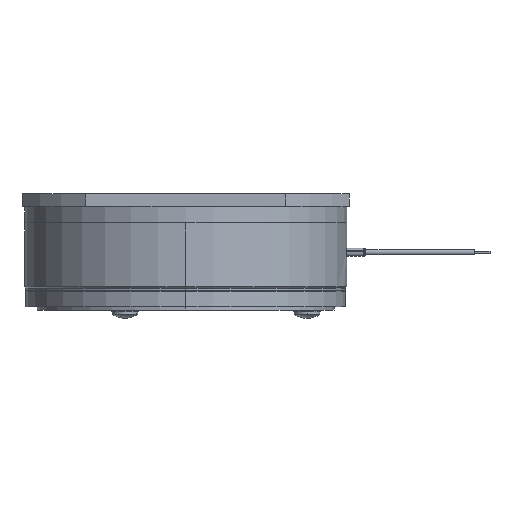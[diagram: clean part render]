
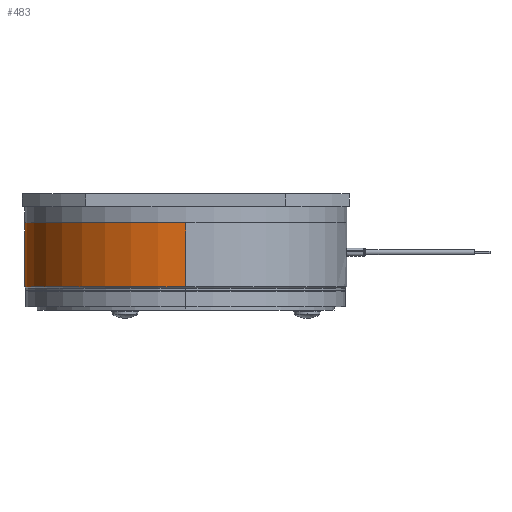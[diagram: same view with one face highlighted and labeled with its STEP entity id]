
A CAD part, left-side view. The second image highlights one B-rep face of the part: STEP entity #483.
In plain terms, the highlighted cylindrical face has radius 63 mm (diameter 126 mm), a partial arc.
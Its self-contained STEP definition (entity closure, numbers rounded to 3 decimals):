
#116 = EDGE_CURVE ( 'NONE', #3512, #3838, #3891, .T. ) ;
#195 = DIRECTION ( 'NONE',  ( 0., 0., 1. ) ) ;
#483 = ADVANCED_FACE ( 'NONE', ( #3693 ), #773, .T. ) ;
#773 = CYLINDRICAL_SURFACE ( 'NONE', #7899, 63. ) ;
#787 = DIRECTION ( 'NONE',  ( 0., 0., 1. ) ) ;
#990 = DIRECTION ( 'NONE',  ( 0., 0., 1. ) ) ;
#1353 = EDGE_CURVE ( 'NONE', #3838, #3151, #7814, .T. ) ;
#1465 = DIRECTION ( 'NONE',  ( 1., 0., 0. ) ) ;
#2170 = ORIENTED_EDGE ( 'NONE', *, *, #116, .F. ) ;
#2206 = EDGE_LOOP ( 'NONE', ( #2744, #7053, #4710, #2170 ) ) ;
#2343 = CARTESIAN_POINT ( 'NONE',  ( 63., 0., -36.4 ) ) ;
#2531 = LINE ( 'NONE', #8609, #7111 ) ;
#2579 = DIRECTION ( 'NONE',  ( 0., 0., 1. ) ) ;
#2744 = ORIENTED_EDGE ( 'NONE', *, *, #3385, .T. ) ;
#3151 = VERTEX_POINT ( 'NONE', #8918 ) ;
#3385 = EDGE_CURVE ( 'NONE', #3512, #3388, #6206, .T. ) ;
#3388 = VERTEX_POINT ( 'NONE', #9629 ) ;
#3512 = VERTEX_POINT ( 'NONE', #2343 ) ;
#3656 = EDGE_CURVE ( 'NONE', #3388, #3151, #2531, .T. ) ;
#3693 = FACE_OUTER_BOUND ( 'NONE', #2206, .T. ) ;
#3838 = VERTEX_POINT ( 'NONE', #8415 ) ;
#3891 = LINE ( 'NONE', #6871, #6972 ) ;
#3962 = DIRECTION ( 'NONE',  ( 1., 0., 0. ) ) ;
#4533 = DIRECTION ( 'NONE',  ( 0., 0., 1. ) ) ;
#4710 = ORIENTED_EDGE ( 'NONE', *, *, #1353, .F. ) ;
#5127 = CARTESIAN_POINT ( 'NONE',  ( 0., 0., -36.4 ) ) ;
#5257 = CARTESIAN_POINT ( 'NONE',  ( 0., 0., 5.095 ) ) ;
#6206 = CIRCLE ( 'NONE', #8869, 63. ) ;
#6871 = CARTESIAN_POINT ( 'NONE',  ( 63., 0., 5.095 ) ) ;
#6876 = AXIS2_PLACEMENT_3D ( 'NONE', #7677, #990, #3962 ) ;
#6972 = VECTOR ( 'NONE', #195, 1000. ) ;
#7053 = ORIENTED_EDGE ( 'NONE', *, *, #3656, .T. ) ;
#7111 = VECTOR ( 'NONE', #2579, 1000. ) ;
#7506 = DIRECTION ( 'NONE',  ( 1., 0., 0. ) ) ;
#7677 = CARTESIAN_POINT ( 'NONE',  ( 0., 0., -11.4 ) ) ;
#7814 = CIRCLE ( 'NONE', #6876, 63. ) ;
#7899 = AXIS2_PLACEMENT_3D ( 'NONE', #5257, #4533, #7506 ) ;
#8415 = CARTESIAN_POINT ( 'NONE',  ( 63., 0., -11.4 ) ) ;
#8609 = CARTESIAN_POINT ( 'NONE',  ( -63., 0., 5.095 ) ) ;
#8869 = AXIS2_PLACEMENT_3D ( 'NONE', #5127, #787, #1465 ) ;
#8918 = CARTESIAN_POINT ( 'NONE',  ( -63., 0., -11.4 ) ) ;
#9629 = CARTESIAN_POINT ( 'NONE',  ( -63., 0., -36.4 ) ) ;
